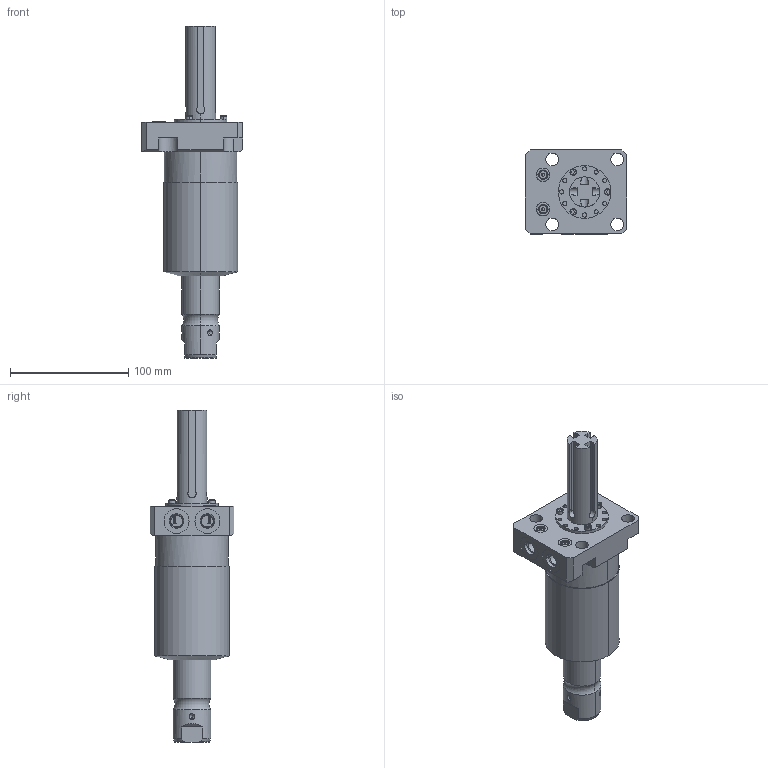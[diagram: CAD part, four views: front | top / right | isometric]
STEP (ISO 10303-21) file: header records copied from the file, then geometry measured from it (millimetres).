
FILE_DESCRIPTION((''),'2;1');
FILE_NAME('ILC14281804PS','2020-05-22T',('jweaver'),(''),'PRO/ENGINEER BY PARAMETRIC TECHNOLOGY CORPORATION, 2013320','PRO/ENGINEER BY PARAMETRIC TECHNOLOGY CORPORATION, 2013320','');
FILE_SCHEMA(('AUTOMOTIVE_DESIGN { 1 0 10303 214 1 1 1 1 }'));
Length unit declared in the file: inch
Products named in the file (1): ILC14281804PS
Bounding box: 85.5 x 70.87 x 280.24 mm (x, y, z)
Volume: 529367.8 mm3; surface area: 63580.2 mm2
Topology: 1 solids, 14 shells, 283 faces, 677 edges, 436 vertices
Faces by surface type: plane 133, cylinder 112, cone 26, torus 12
Entity records: 10852 total; most frequent: CARTESIAN_POINT 1620, DIRECTION 1493, ORIENTED_EDGE 1314, PRESENTATION_STYLE_ASSIGNMENT 697, STYLED_ITEM 676, CURVE_STYLE 669, EDGE_CURVE 669, AXIS2_PLACEMENT_3D 570
